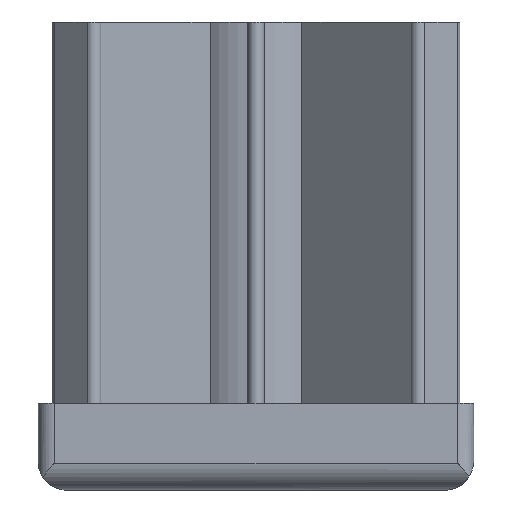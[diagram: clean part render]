
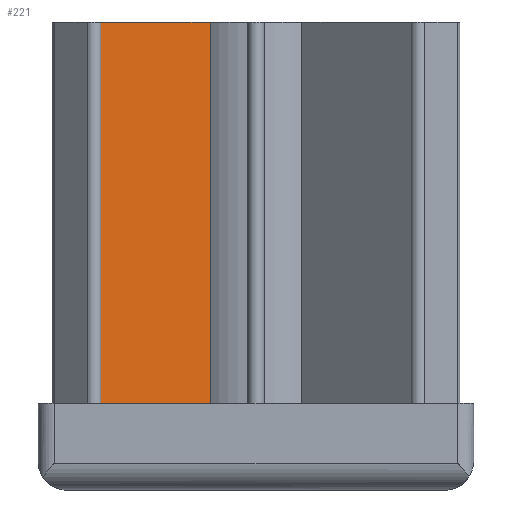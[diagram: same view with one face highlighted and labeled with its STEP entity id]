
A CAD part, front view. The second image highlights one B-rep face of the part: STEP entity #221.
In plain terms, the highlighted planar face has unit normal (0.707, -0.707, 0).
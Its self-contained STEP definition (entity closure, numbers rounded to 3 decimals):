
#221 = ADVANCED_FACE( '', ( #443 ), #444, .F. );
#443 = FACE_OUTER_BOUND( '', #658, .T. );
#444 = PLANE( '', #659 );
#658 = EDGE_LOOP( '', ( #1290, #1291, #1292, #1293 ) );
#659 = AXIS2_PLACEMENT_3D( '', #1294, #1295, #1296 );
#1290 = ORIENTED_EDGE( '', *, *, #1512, .T. );
#1291 = ORIENTED_EDGE( '', *, *, #1504, .T. );
#1292 = ORIENTED_EDGE( '', *, *, #1550, .F. );
#1293 = ORIENTED_EDGE( '', *, *, #1355, .F. );
#1294 = CARTESIAN_POINT( '', ( -15.409, -16.47, 43. ) );
#1295 = DIRECTION( '', ( -0.707, 0.707, 0. ) );
#1296 = DIRECTION( '', ( -0.707, -0.707, 0. ) );
#1355 = EDGE_CURVE( '', #1646, #1648, #1649, .T. );
#1504 = EDGE_CURVE( '', #1873, #1871, #1874, .T. );
#1512 = EDGE_CURVE( '', #1646, #1873, #1885, .T. );
#1550 = EDGE_CURVE( '', #1648, #1871, #1927, .T. );
#1646 = VERTEX_POINT( '', #2071 );
#1648 = VERTEX_POINT( '', #2074 );
#1649 = LINE( '', #2075, #2076 );
#1871 = VERTEX_POINT( '', #2448 );
#1873 = VERTEX_POINT( '', #2450 );
#1874 = LINE( '', #2451, #2452 );
#1885 = LINE( '', #2466, #2467 );
#1927 = LINE( '', #2553, #2554 );
#2071 = CARTESIAN_POINT( '', ( -15.409, -16.47, 43. ) );
#2074 = CARTESIAN_POINT( '', ( -4.213, -5.274, 43. ) );
#2075 = CARTESIAN_POINT( '', ( -15.409, -16.47, 43. ) );
#2076 = VECTOR( '', #2621, 1000. );
#2448 = CARTESIAN_POINT( '', ( -4.213, -5.274, 8. ) );
#2450 = CARTESIAN_POINT( '', ( -15.409, -16.47, 8. ) );
#2451 = CARTESIAN_POINT( '', ( -15.409, -16.47, 8. ) );
#2452 = VECTOR( '', #2804, 1000. );
#2466 = CARTESIAN_POINT( '', ( -15.409, -16.47, 43. ) );
#2467 = VECTOR( '', #2814, 1000. );
#2553 = CARTESIAN_POINT( '', ( -4.213, -5.274, 43. ) );
#2554 = VECTOR( '', #2829, 1000. );
#2621 = DIRECTION( '', ( 0.707, 0.707, 0. ) );
#2804 = DIRECTION( '', ( 0.707, 0.707, 0. ) );
#2814 = DIRECTION( '', ( 0., 0., -1. ) );
#2829 = DIRECTION( '', ( 0., 0., -1. ) );
